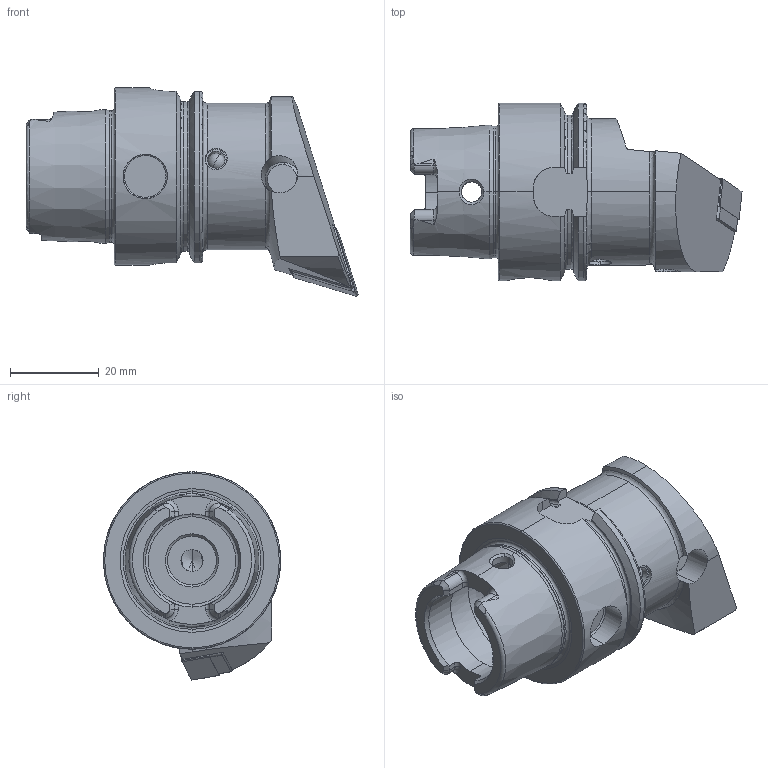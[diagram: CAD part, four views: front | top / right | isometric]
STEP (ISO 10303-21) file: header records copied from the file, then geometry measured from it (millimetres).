
FILE_DESCRIPTION (( 'STEP AP203' ), '1' );
FILE_NAME ('HA4-PDF.RHA.055.STEP', '2012-06-14T12:37:51', ( 'baer' ), ( 'Hewlett-Packard Company' ), 'SwSTEP 2.0', 'SolidWorks 2012', '' );
FILE_SCHEMA (( 'CONFIG_CONTROL_DESIGN' ));
Length unit declared in the file: millimetre
Products named in the file (8): HA4-PDF.RHA.055; WDF-ER2.101.003_A; WCD-ER4.101.017_A; WCD-ER1.101.000; WDF-ER3.101.000_A; DNMG150604; KVT_MB_600_050; HA4-PDF.RHA.055_A
Assembly tree (7 placements, depth 2):
  HA4-PDF.RHA.055
    HA4-PDF.RHA.055_A
    KVT_MB_600_050
    DNMG150604
    WDF-ER3.101.000_A
    WCD-ER1.101.000
    WCD-ER4.101.017_A
    WDF-ER2.101.003_A
Bounding box: 74.9 x 40 x 47 mm (x, y, z)
Volume: 43753.7 mm3; surface area: 16825.5 mm2
Topology: 8 solids, 8 shells, 378 faces, 974 edges, 597 vertices
Faces by surface type: plane 118, cylinder 103, cone 93, torus 45, bspline 17, sphere 2
Entity records: 13902 total; most frequent: CARTESIAN_POINT 4263, ORIENTED_EDGE 1914, DIRECTION 1788, EDGE_CURVE 957, AXIS2_PLACEMENT_3D 699, VERTEX_POINT 594, EDGE_LOOP 393, VECTOR 390
